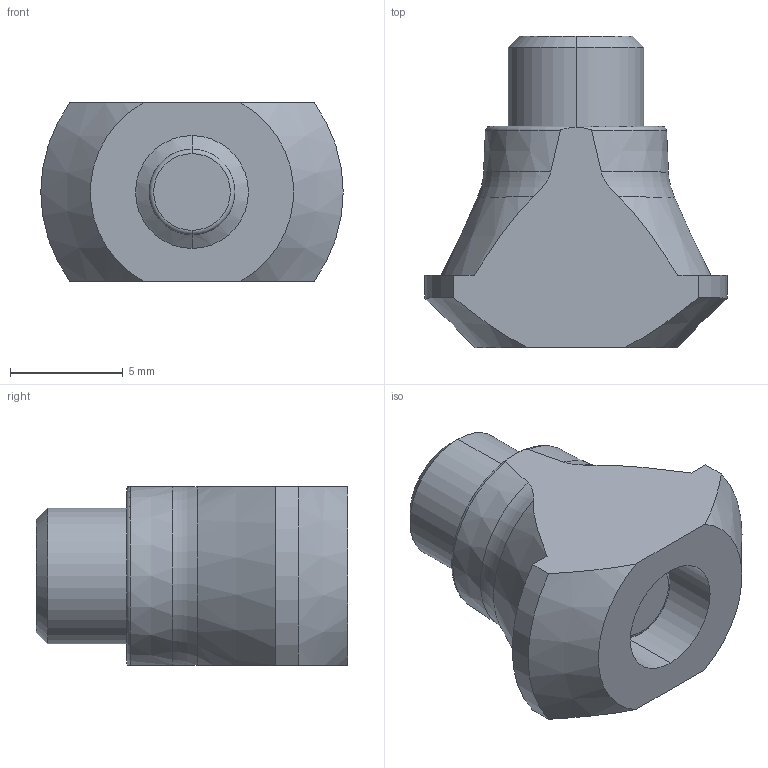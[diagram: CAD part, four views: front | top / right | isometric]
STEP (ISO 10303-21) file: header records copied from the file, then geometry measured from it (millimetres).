
FILE_DESCRIPTION (( 'STEP AP214' ), '1' );
FILE_NAME ('093090.STEP', '2014-08-22T06:57:38', ( '' ), ( '' ), 'SwSTEP 2.0', 'SolidWorks 2014', '' );
FILE_SCHEMA (( 'AUTOMOTIVE_DESIGN' ));
Length unit declared in the file: millimetre
Products named in the file (3): 093090r01_Standard; 093090; GewindestiftM6x12_Standard
Assembly tree (2 placements, depth 2):
  093090
    093090r01_Standard
    GewindestiftM6x12_Standard
Bounding box: 13.4 x 13.8 x 7.9 mm (x, y, z)
Volume: 748.2 mm3; surface area: 837.9 mm2
Topology: 2 solids, 2 shells, 45 faces, 106 edges, 66 vertices
Faces by surface type: plane 21, cone 10, cylinder 8, torus 6
Entity records: 1546 total; most frequent: CARTESIAN_POINT 366, DIRECTION 222, ORIENTED_EDGE 212, EDGE_CURVE 106, AXIS2_PLACEMENT_3D 86, VERTEX_POINT 66, LINE 50, VECTOR 50
